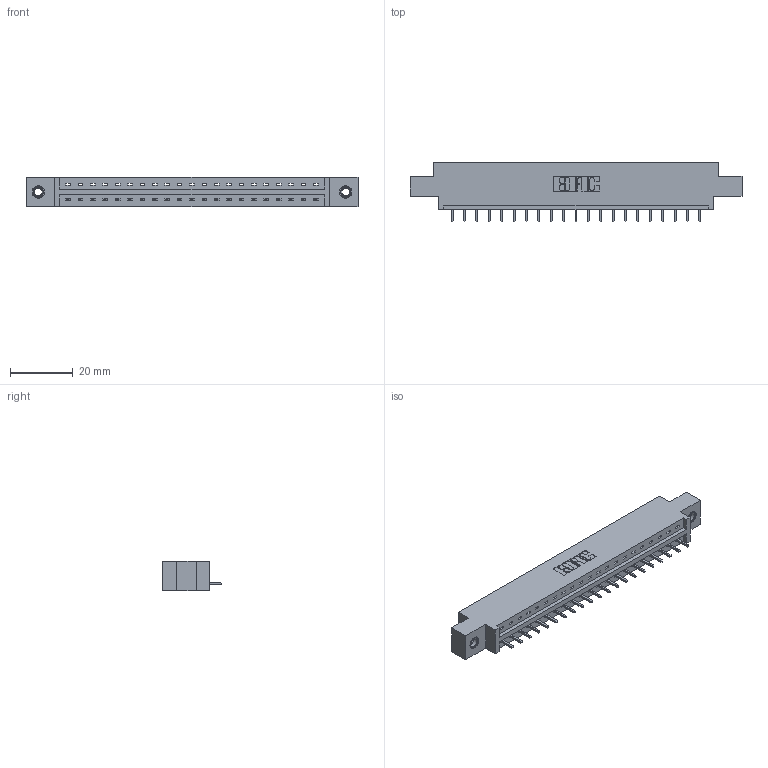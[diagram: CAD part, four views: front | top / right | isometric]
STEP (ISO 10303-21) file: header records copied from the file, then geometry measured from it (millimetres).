
FILE_DESCRIPTION (( 'STEP AP203' ), '1' );
FILE_NAME ('387-021-521-607.STEP', '2018-09-14T01:24:46', ( '' ), ( '' ), 'SwSTEP 2.0', 'SolidWorks 2016', '' );
FILE_SCHEMA (( 'CONFIG_CONTROL_DESIGN' ));
Length unit declared in the file: inch
Products named in the file (4): 345-292-001_345-293-121; 345-250-001_345-250-005-103; 387-021-521-607; 337 Part_0.170 Offset - 0.156 Dia-TI
Assembly tree (24 placements, depth 2):
  387-021-521-607
    337 Part_0.170 Offset - 0.156 Dia-TI
    345-292-001_345-293-121  x21
    345-250-001_345-250-005-103  x2
Bounding box: 106.22 x 19.06 x 9.4 mm (x, y, z)
Volume: 10586.5 mm3; surface area: 10707.2 mm2
Topology: 24 solids, 24 shells, 1480 faces, 4407 edges, 2902 vertices
Faces by surface type: plane 1072, cylinder 392, cone 12, torus 4
Entity records: 19662 total; most frequent: CARTESIAN_POINT 3404, ORIENTED_EDGE 3354, DIRECTION 2941, EDGE_CURVE 1677, LINE 1529, VECTOR 1529, VERTEX_POINT 1112, AXIS2_PLACEMENT_3D 706
